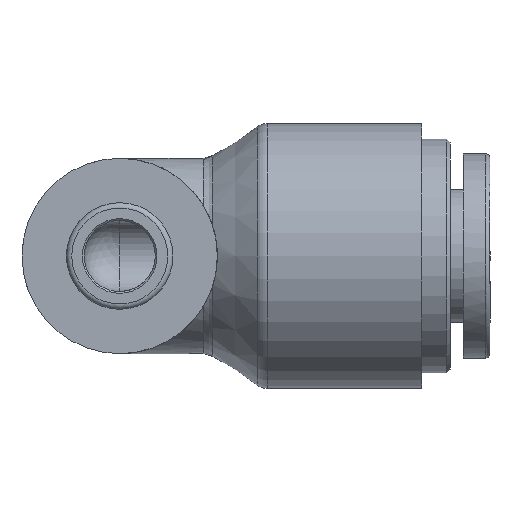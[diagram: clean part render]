
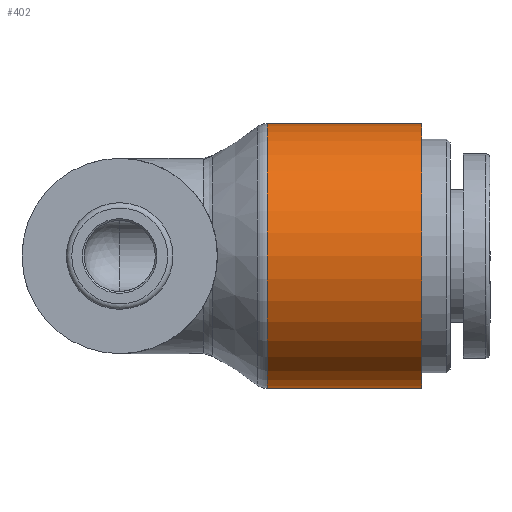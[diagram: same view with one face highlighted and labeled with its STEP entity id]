
A CAD part, front view. The second image highlights one B-rep face of the part: STEP entity #402.
In plain terms, the highlighted cylindrical face has radius 7.45 mm (diameter 14.9 mm), a full revolution.
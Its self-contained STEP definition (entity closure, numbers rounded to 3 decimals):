
#336=CARTESIAN_POINT('',(8.296,7.45,0.));
#337=VERTEX_POINT('',#336);
#338=CARTESIAN_POINT('',(8.296,0.,0.0));
#339=DIRECTION('',(-1.0,0.0,0.0));
#340=DIRECTION('',(0.0,-1.0,0.0));
#341=AXIS2_PLACEMENT_3D('',#338,#339,#340);
#342=CIRCLE('',#341,7.45);
#343=EDGE_CURVE('',#337,#337,#342,.T.);
#383=CARTESIAN_POINT('',(12.5,0.,0.0));
#384=DIRECTION('',(1.0,0.,0.0));
#385=DIRECTION('',(0.0,1.0,0.0));
#386=AXIS2_PLACEMENT_3D('',#383,#384,#385);
#387=CYLINDRICAL_SURFACE('',#386,7.45);
#388=CARTESIAN_POINT('',(17.0,7.45,0.0));
#389=VERTEX_POINT('',#388);
#390=CARTESIAN_POINT('',(17.,0.,0.0));
#391=DIRECTION('',(1.0,0.0,0.0));
#392=DIRECTION('',(0.0,1.0,0.0));
#393=AXIS2_PLACEMENT_3D('',#390,#391,#392);
#394=CIRCLE('',#393,7.45);
#395=EDGE_CURVE('',#389,#389,#394,.T.);
#396=ORIENTED_EDGE('',*,*,#395,.F.);
#397=EDGE_LOOP('',(#396));
#398=FACE_OUTER_BOUND('',#397,.T.);
#399=ORIENTED_EDGE('',*,*,#343,.F.);
#400=EDGE_LOOP('',(#399));
#401=FACE_BOUND('',#400,.T.);
#402=ADVANCED_FACE('',(#398,#401),#387,.T.);
